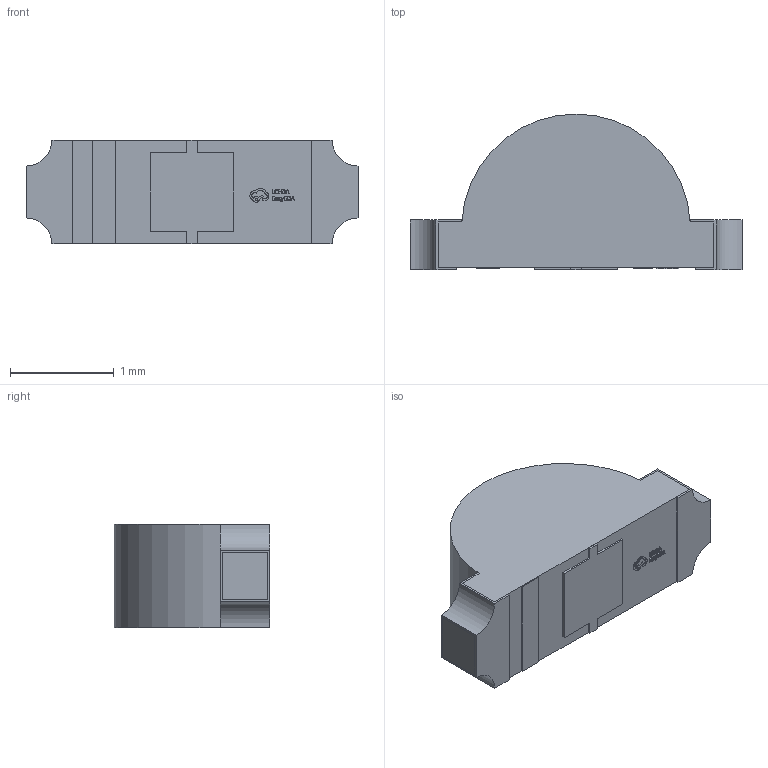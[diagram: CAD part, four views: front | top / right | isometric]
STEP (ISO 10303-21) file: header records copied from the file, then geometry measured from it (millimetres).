
FILE_DESCRIPTION (( 'STEP AP214' ), '1' );
FILE_NAME ('LED-SMD_3P-L3.2-W1.5-RD_YELLOW.STEP', '2023-06-29T09:33:22', ( '' ), ( '' ), 'SwSTEP 2.0', 'SolidWorks 2020', '' );
FILE_SCHEMA (( 'AUTOMOTIVE_DESIGN' ));
Length unit declared in the file: millimetre
Products named in the file (1): LED-SMD_3P-L3.2-W1.5-RD_YELLOW
Bounding box: 3.2 x 1.5 x 1 mm (x, y, z)
Volume: 3.1 mm3; surface area: 15 mm2
Topology: 2 solids, 2 shells, 267 faces, 731 edges, 490 vertices
Faces by surface type: plane 164, bspline 98, cylinder 5
Entity records: 11891 total; most frequent: CARTESIAN_POINT 2795, ORIENTED_EDGE 1462, DIRECTION 881, EDGE_CURVE 731, VECTOR 521, LINE 521, VERTEX_POINT 490, EDGE_LOOP 289
